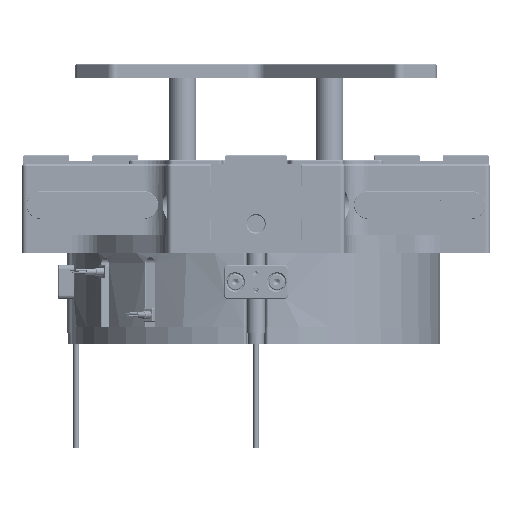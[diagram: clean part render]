
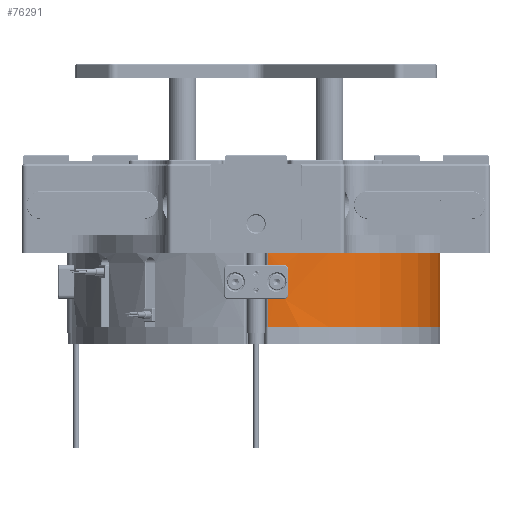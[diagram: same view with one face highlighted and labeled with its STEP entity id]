
A CAD part, front view. The second image highlights one B-rep face of the part: STEP entity #76291.
In plain terms, the highlighted cylindrical face has radius 80 mm (diameter 160 mm), a partial arc.
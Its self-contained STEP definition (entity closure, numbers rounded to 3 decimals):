
#3101 = VECTOR ( 'NONE', #23707, 1000. ) ;
#5252 = LINE ( 'NONE', #44179, #3101 ) ;
#9044 = EDGE_LOOP ( 'NONE', ( #47934, #42070, #77319, #48270, #14331, #69277, #25408, #59108 ) ) ;
#9225 = EDGE_CURVE ( 'NONE', #70534, #33595, #52434, .T. ) ;
#10332 = AXIS2_PLACEMENT_3D ( 'NONE', #27011, #75250, #33925 ) ;
#11876 = VERTEX_POINT ( 'NONE', #20102 ) ;
#14318 = CARTESIAN_POINT ( 'NONE',  ( 5.316, -79.823, 70.5 ) ) ;
#14331 = ORIENTED_EDGE ( 'NONE', *, *, #63455, .F. ) ;
#18134 = CARTESIAN_POINT ( 'NONE',  ( 5.316, -79.823, 0.15 ) ) ;
#18457 = AXIS2_PLACEMENT_3D ( 'NONE', #39518, #87783, #46466 ) ;
#19622 = EDGE_CURVE ( 'NONE', #86932, #75672, #5252, .T. ) ;
#20102 = CARTESIAN_POINT ( 'NONE',  ( 5.316, -79.823, 32. ) ) ;
#21906 = EDGE_CURVE ( 'NONE', #11876, #49698, #66581, .T. ) ;
#21952 = DIRECTION ( 'NONE',  ( 0., 0., 1. ) ) ;
#22560 = DIRECTION ( 'NONE',  ( 0., 0., 1. ) ) ;
#23662 = CIRCLE ( 'NONE', #18457, 80. ) ;
#23707 = DIRECTION ( 'NONE',  ( 0., 0., -1. ) ) ;
#23898 = DIRECTION ( 'NONE',  ( 0., 0., -1. ) ) ;
#25408 = ORIENTED_EDGE ( 'NONE', *, *, #55398, .F. ) ;
#26452 = CARTESIAN_POINT ( 'NONE',  ( 5.316, -79.823, 11.9 ) ) ;
#26766 = AXIS2_PLACEMENT_3D ( 'NONE', #69284, #83135, #36867 ) ;
#27011 = CARTESIAN_POINT ( 'NONE',  ( 0., 0., 11.9 ) ) ;
#32974 = VERTEX_POINT ( 'NONE', #45048 ) ;
#33433 = EDGE_CURVE ( 'NONE', #75672, #32974, #23662, .T. ) ;
#33476 = CARTESIAN_POINT ( 'NONE',  ( 12.61, -79., 27. ) ) ;
#33595 = VERTEX_POINT ( 'NONE', #61204 ) ;
#33925 = DIRECTION ( 'NONE',  ( -1., 0., 0. ) ) ;
#33955 = CARTESIAN_POINT ( 'NONE',  ( 80., 0., 32. ) ) ;
#34123 = VECTOR ( 'NONE', #46107, 1000. ) ;
#36867 = DIRECTION ( 'NONE',  ( 1., 0., 0. ) ) ;
#39518 = CARTESIAN_POINT ( 'NONE',  ( 0., 0., 0.15 ) ) ;
#39671 = VECTOR ( 'NONE', #22560, 1000. ) ;
#41751 = CYLINDRICAL_SURFACE ( 'NONE', #26766, 80. ) ;
#42070 = ORIENTED_EDGE ( 'NONE', *, *, #56477, .T. ) ;
#44179 = CARTESIAN_POINT ( 'NONE',  ( 5.316, -79.823, 70.5 ) ) ;
#44186 = VERTEX_POINT ( 'NONE', #33955 ) ;
#44240 = CARTESIAN_POINT ( 'NONE',  ( 12.61, -79., 70.5 ) ) ;
#45048 = CARTESIAN_POINT ( 'NONE',  ( 80., 0., 0.15 ) ) ;
#46107 = DIRECTION ( 'NONE',  ( 0., 0., -1. ) ) ;
#46232 = AXIS2_PLACEMENT_3D ( 'NONE', #63208, #21952, #70196 ) ;
#46466 = DIRECTION ( 'NONE',  ( 1., 0., 0. ) ) ;
#47934 = ORIENTED_EDGE ( 'NONE', *, *, #33433, .T. ) ;
#48254 = CIRCLE ( 'NONE', #10332, 80. ) ;
#48270 = ORIENTED_EDGE ( 'NONE', *, *, #21906, .T. ) ;
#49698 = VERTEX_POINT ( 'NONE', #86672 ) ;
#52434 = LINE ( 'NONE', #44240, #34123 ) ;
#55398 = EDGE_CURVE ( 'NONE', #86932, #33595, #48254, .T. ) ;
#56477 = EDGE_CURVE ( 'NONE', #32974, #44186, #74211, .T. ) ;
#57664 = EDGE_CURVE ( 'NONE', #11876, #44186, #88057, .T. ) ;
#57910 = AXIS2_PLACEMENT_3D ( 'NONE', #65147, #23898, #72107 ) ;
#59108 = ORIENTED_EDGE ( 'NONE', *, *, #19622, .T. ) ;
#61204 = CARTESIAN_POINT ( 'NONE',  ( 12.61, -79., 11.9 ) ) ;
#63208 = CARTESIAN_POINT ( 'NONE',  ( 0., 0., 32. ) ) ;
#63455 = EDGE_CURVE ( 'NONE', #70534, #49698, #66212, .T. ) ;
#64410 = VECTOR ( 'NONE', #68581, 1000. ) ;
#65147 = CARTESIAN_POINT ( 'NONE',  ( 0., 0., 27. ) ) ;
#66212 = CIRCLE ( 'NONE', #57910, 80. ) ;
#66581 = LINE ( 'NONE', #14318, #64410 ) ;
#68581 = DIRECTION ( 'NONE',  ( 0., 0., -1. ) ) ;
#69277 = ORIENTED_EDGE ( 'NONE', *, *, #9225, .T. ) ;
#69284 = CARTESIAN_POINT ( 'NONE',  ( 0., 0., 70.5 ) ) ;
#70196 = DIRECTION ( 'NONE',  ( 1., 0., 0. ) ) ;
#70534 = VERTEX_POINT ( 'NONE', #33476 ) ;
#72107 = DIRECTION ( 'NONE',  ( 1., 0., 0. ) ) ;
#74211 = LINE ( 'NONE', #84664, #39671 ) ;
#75250 = DIRECTION ( 'NONE',  ( 0., 0., 1. ) ) ;
#75672 = VERTEX_POINT ( 'NONE', #18134 ) ;
#76291 = ADVANCED_FACE ( 'NONE', ( #78459 ), #41751, .T. ) ;
#77319 = ORIENTED_EDGE ( 'NONE', *, *, #57664, .F. ) ;
#78459 = FACE_OUTER_BOUND ( 'NONE', #9044, .T. ) ;
#83135 = DIRECTION ( 'NONE',  ( 0., 0., 1. ) ) ;
#84664 = CARTESIAN_POINT ( 'NONE',  ( 80., 0., 70.5 ) ) ;
#86672 = CARTESIAN_POINT ( 'NONE',  ( 5.316, -79.823, 27. ) ) ;
#86932 = VERTEX_POINT ( 'NONE', #26452 ) ;
#87783 = DIRECTION ( 'NONE',  ( 0., 0., 1. ) ) ;
#88057 = CIRCLE ( 'NONE', #46232, 80. ) ;
